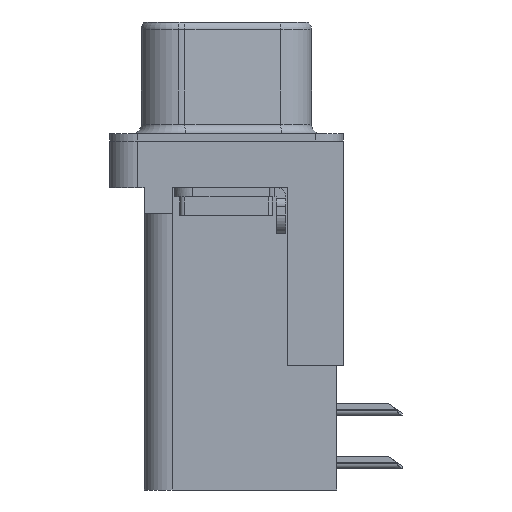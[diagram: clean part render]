
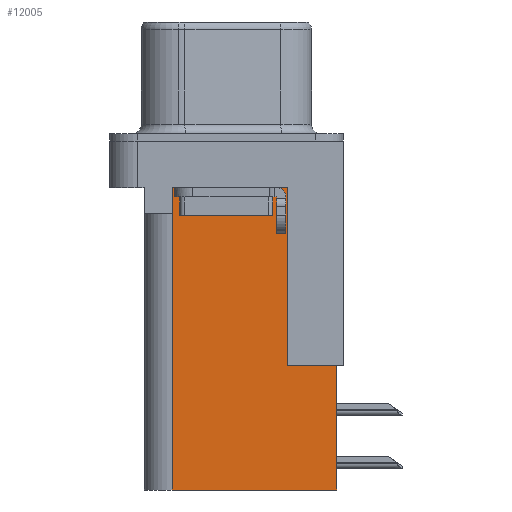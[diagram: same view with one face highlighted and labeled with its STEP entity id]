
A CAD part, left-side view. The second image highlights one B-rep face of the part: STEP entity #12005.
In plain terms, the highlighted planar face has unit normal (-1, 0, 0).
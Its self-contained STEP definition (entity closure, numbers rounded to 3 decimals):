
#655 = VECTOR ( 'NONE', #11608, 1000. ) ;
#843 = LINE ( 'NONE', #23656, #655 ) ;
#967 = EDGE_CURVE ( 'NONE', #15496, #22077, #18870, .T. ) ;
#1090 = EDGE_CURVE ( 'NONE', #10287, #16069, #17656, .T. ) ;
#1102 = VECTOR ( 'NONE', #25248, 1000. ) ;
#1127 = LINE ( 'NONE', #24152, #1102 ) ;
#1393 = ORIENTED_EDGE ( 'NONE', *, *, #1090, .T. ) ;
#2443 = ORIENTED_EDGE ( 'NONE', *, *, #2815, .T. ) ;
#2678 = DIRECTION ( 'NONE',  ( 0., 1., 0. ) ) ;
#2681 = ORIENTED_EDGE ( 'NONE', *, *, #967, .T. ) ;
#2815 = EDGE_CURVE ( 'NONE', #22077, #3329, #1127, .T. ) ;
#2953 = ORIENTED_EDGE ( 'NONE', *, *, #23034, .F. ) ;
#3033 = VERTEX_POINT ( 'NONE', #10137 ) ;
#3329 = VERTEX_POINT ( 'NONE', #12060 ) ;
#3789 = VERTEX_POINT ( 'NONE', #16301 ) ;
#4314 = DIRECTION ( 'NONE',  ( 0., 0., 1. ) ) ;
#5182 = PLANE ( 'NONE',  #6013 ) ;
#5409 = ORIENTED_EDGE ( 'NONE', *, *, #7637, .F. ) ;
#6013 = AXIS2_PLACEMENT_3D ( 'NONE', #23713, #11663, #25584 ) ;
#6145 = CARTESIAN_POINT ( 'NONE',  ( 3.79, 2.895, -3.9 ) ) ;
#6645 = CARTESIAN_POINT ( 'NONE',  ( 3.79, 2.895, -3.9 ) ) ;
#7075 = CARTESIAN_POINT ( 'NONE',  ( 3.79, -6.295, -12.05 ) ) ;
#7637 = EDGE_CURVE ( 'NONE', #3033, #16069, #22202, .T. ) ;
#7811 = EDGE_CURVE ( 'NONE', #3329, #10287, #13132, .T. ) ;
#8503 = CARTESIAN_POINT ( 'NONE',  ( 3.79, -5.925, -2. ) ) ;
#8837 = CARTESIAN_POINT ( 'NONE',  ( 3.79, 2.925, -3.9 ) ) ;
#10137 = CARTESIAN_POINT ( 'NONE',  ( 3.79, 2.925, -18.76 ) ) ;
#10287 = VERTEX_POINT ( 'NONE', #6145 ) ;
#10398 = VECTOR ( 'NONE', #20693, 1000. ) ;
#10409 = DIRECTION ( 'NONE',  ( 0., 1., 0. ) ) ;
#10414 = ORIENTED_EDGE ( 'NONE', *, *, #7811, .T. ) ;
#10641 = DIRECTION ( 'NONE',  ( 0., 0., -1. ) ) ;
#11259 = EDGE_LOOP ( 'NONE', ( #2443, #10414, #1393, #5409, #2953, #25033, #25143, #2681 ) ) ;
#11491 = FACE_OUTER_BOUND ( 'NONE', #11259, .T. ) ;
#11608 = DIRECTION ( 'NONE',  ( 0., 1., 0. ) ) ;
#11663 = DIRECTION ( 'NONE',  ( 1., 0., 0. ) ) ;
#12005 = ADVANCED_FACE ( 'NONE', ( #11491 ), #5182, .F. ) ;
#12060 = CARTESIAN_POINT ( 'NONE',  ( 3.79, 2.895, -2.5 ) ) ;
#13132 = LINE ( 'NONE', #6645, #14600 ) ;
#14600 = VECTOR ( 'NONE', #19325, 1000. ) ;
#14646 = VECTOR ( 'NONE', #10641, 1000. ) ;
#14891 = LINE ( 'NONE', #8503, #14646 ) ;
#15496 = VERTEX_POINT ( 'NONE', #19454 ) ;
#16069 = VERTEX_POINT ( 'NONE', #8837 ) ;
#16163 = CARTESIAN_POINT ( 'NONE',  ( 3.79, 0., -3.9 ) ) ;
#16301 = CARTESIAN_POINT ( 'NONE',  ( 3.79, -5.925, -18.76 ) ) ;
#16497 = CARTESIAN_POINT ( 'NONE',  ( 3.79, 2.925, -18.76 ) ) ;
#17243 = CARTESIAN_POINT ( 'NONE',  ( 3.79, -3.295, -2.5 ) ) ;
#17527 = VECTOR ( 'NONE', #10409, 1000. ) ;
#17656 = LINE ( 'NONE', #16163, #17527 ) ;
#18049 = EDGE_CURVE ( 'NONE', #19770, #3789, #14891, .T. ) ;
#18753 = VECTOR ( 'NONE', #4314, 1000. ) ;
#18870 = LINE ( 'NONE', #23560, #18753 ) ;
#19325 = DIRECTION ( 'NONE',  ( 0., 0., -1. ) ) ;
#19454 = CARTESIAN_POINT ( 'NONE',  ( 3.79, -3.295, -12.05 ) ) ;
#19770 = VERTEX_POINT ( 'NONE', #24896 ) ;
#20693 = DIRECTION ( 'NONE',  ( 0., 0., 1. ) ) ;
#22077 = VERTEX_POINT ( 'NONE', #17243 ) ;
#22171 = VECTOR ( 'NONE', #2678, 1000. ) ;
#22202 = LINE ( 'NONE', #16497, #10398 ) ;
#22483 = LINE ( 'NONE', #7075, #22171 ) ;
#23034 = EDGE_CURVE ( 'NONE', #3789, #3033, #843, .T. ) ;
#23560 = CARTESIAN_POINT ( 'NONE',  ( 3.79, -3.295, -18.76 ) ) ;
#23656 = CARTESIAN_POINT ( 'NONE',  ( 3.79, -3.295, -18.76 ) ) ;
#23713 = CARTESIAN_POINT ( 'NONE',  ( 3.79, -3.295, -18.76 ) ) ;
#23787 = EDGE_CURVE ( 'NONE', #19770, #15496, #22483, .T. ) ;
#24152 = CARTESIAN_POINT ( 'NONE',  ( 3.79, -3.295, -2.5 ) ) ;
#24896 = CARTESIAN_POINT ( 'NONE',  ( 3.79, -5.925, -12.05 ) ) ;
#25033 = ORIENTED_EDGE ( 'NONE', *, *, #18049, .F. ) ;
#25143 = ORIENTED_EDGE ( 'NONE', *, *, #23787, .T. ) ;
#25248 = DIRECTION ( 'NONE',  ( 0., 1., 0. ) ) ;
#25584 = DIRECTION ( 'NONE',  ( 0., 1., 0. ) ) ;
